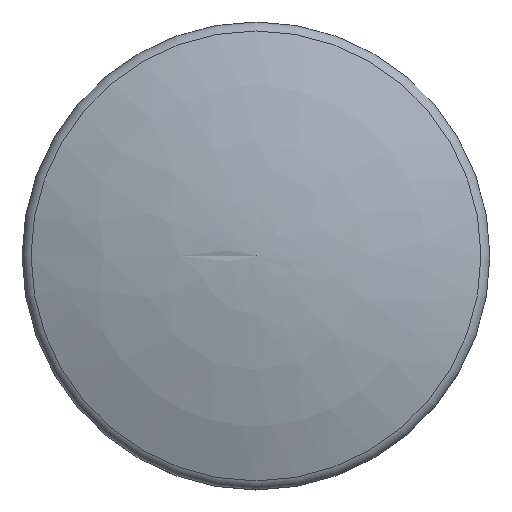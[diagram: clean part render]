
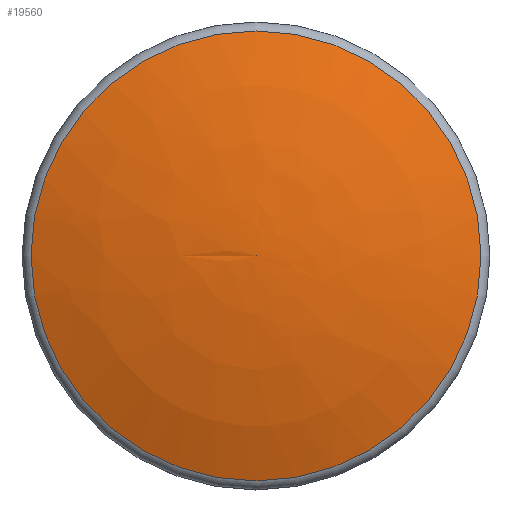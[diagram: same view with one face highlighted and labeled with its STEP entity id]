
A CAD part, top view. The second image highlights one B-rep face of the part: STEP entity #19560.
In plain terms, the highlighted free-form (B-spline) face has degree [2, 2] with [3, 9] control points.
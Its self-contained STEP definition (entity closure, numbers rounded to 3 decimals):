
#19499=CARTESIAN_POINT('',(0.,11.539,11.831));
#19500=VERTEX_POINT('',#19499);
#19501=CARTESIAN_POINT('',(0.0,0.,11.831));
#19502=DIRECTION('',(0.0,0.0,-1.0));
#19503=DIRECTION('',(0.0,-1.0,0.0));
#19504=AXIS2_PLACEMENT_3D('',#19501,#19502,#19503);
#19505=CIRCLE('',#19504,11.539);
#19506=EDGE_CURVE('',#19500,#19500,#19505,.T.);
#19522=CARTESIAN_POINT('',(0.,0.,13.926));
#19523=CARTESIAN_POINT('',(5.949,0.,13.865));
#19524=CARTESIAN_POINT('',(11.539,0.,11.831));
#19525=CARTESIAN_POINT('',(0.,0.,13.926));
#19526=CARTESIAN_POINT('',(5.949,5.949,13.865));
#19527=CARTESIAN_POINT('',(11.539,11.539,11.831));
#19528=CARTESIAN_POINT('',(0.,0.,13.926));
#19529=CARTESIAN_POINT('',(0.,5.949,13.865));
#19530=CARTESIAN_POINT('',(0.,11.539,11.831));
#19531=CARTESIAN_POINT('',(0.,0.,13.926));
#19532=CARTESIAN_POINT('',(-5.949,5.949,13.865));
#19533=CARTESIAN_POINT('',(-11.539,11.539,11.831));
#19534=CARTESIAN_POINT('',(0.,0.,13.926));
#19535=CARTESIAN_POINT('',(-5.949,0.,13.865));
#19536=CARTESIAN_POINT('',(-11.539,0.,11.831));
#19537=CARTESIAN_POINT('',(0.,0.,13.926));
#19538=CARTESIAN_POINT('',(-5.949,-5.949,13.865));
#19539=CARTESIAN_POINT('',(-11.539,-11.539,11.831));
#19540=CARTESIAN_POINT('',(0.,0.,13.926));
#19541=CARTESIAN_POINT('',(0.,-5.949,13.865));
#19542=CARTESIAN_POINT('',(0.,-11.539,11.831));
#19543=CARTESIAN_POINT('',(0.,0.,13.926));
#19544=CARTESIAN_POINT('',(5.949,-5.949,13.865));
#19545=CARTESIAN_POINT('',(11.539,-11.539,11.831));
#19546=CARTESIAN_POINT('',(0.,0.,13.926));
#19547=CARTESIAN_POINT('',(5.949,0.,13.865));
#19548=CARTESIAN_POINT('',(11.539,0.,11.831));
#19556=(BOUNDED_SURFACE()B_SPLINE_SURFACE(2,2,((#19522,#19525,#19528,#19531,#19534,#19537,#19540,#19543,#19546),(#19523,#19526,#19529,#19532,#19535,#19538,#19541,#19544,#19547),(#19524,#19527,#19530,#19533,#19536,#19539,#19542,#19545,#19548)),.UNSPECIFIED.,.F.,.T.,.U.)B_SPLINE_SURFACE_WITH_KNOTS((3,3),(3,2,2,2,3),(-1.561,-1.222),(0.0,1.571,3.142,4.712,6.283),.UNSPECIFIED.)GEOMETRIC_REPRESENTATION_ITEM()RATIONAL_B_SPLINE_SURFACE(((1.0,0.707,1.0,0.707,1.0,0.707,1.0,0.707,1.0),(0.986,0.697,0.986,0.697,0.986,0.697,0.986,0.697,0.986),(1.0,0.707,1.0,0.707,1.0,0.707,1.0,0.707,1.0)))REPRESENTATION_ITEM('')SURFACE());
#19557=ORIENTED_EDGE('',*,*,#19506,.F.);
#19558=EDGE_LOOP('',(#19557));
#19559=FACE_OUTER_BOUND('',#19558,.T.);
#19560=ADVANCED_FACE('',(#19559),#19556,.T.);
